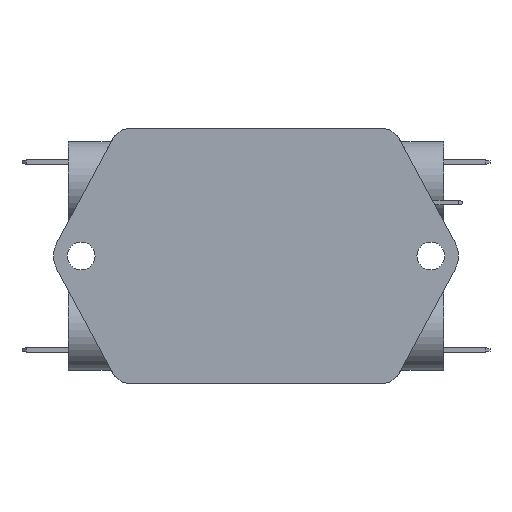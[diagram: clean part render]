
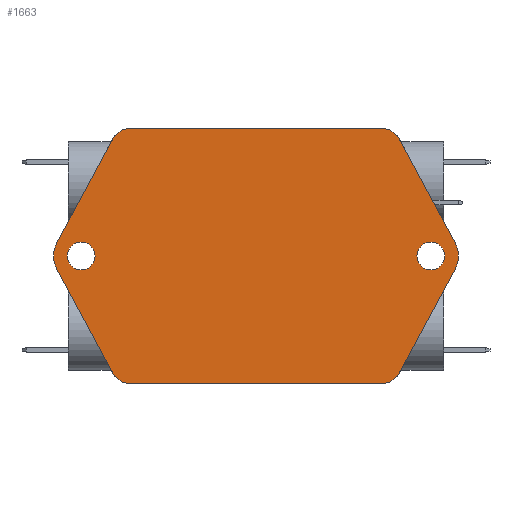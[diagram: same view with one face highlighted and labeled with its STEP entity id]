
A CAD part, front view. The second image highlights one B-rep face of the part: STEP entity #1663.
In plain terms, the highlighted planar face has unit normal (0, -1, 0).
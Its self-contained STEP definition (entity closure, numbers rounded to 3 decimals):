
#91 = VERTEX_POINT ( 'NONE', #1483 ) ;
#92 = VERTEX_POINT ( 'NONE', #1478 ) ;
#95 = VERTEX_POINT ( 'NONE', #1501 ) ;
#96 = VERTEX_POINT ( 'NONE', #1424 ) ;
#106 = VERTEX_POINT ( 'NONE', #1462 ) ;
#108 = VERTEX_POINT ( 'NONE', #1479 ) ;
#110 = VERTEX_POINT ( 'NONE', #1496 ) ;
#112 = VERTEX_POINT ( 'NONE', #1498 ) ;
#114 = VERTEX_POINT ( 'NONE', #1440 ) ;
#115 = VERTEX_POINT ( 'NONE', #1500 ) ;
#121 = VERTEX_POINT ( 'NONE', #1456 ) ;
#122 = VERTEX_POINT ( 'NONE', #1510 ) ;
#123 = VERTEX_POINT ( 'NONE', #1449 ) ;
#124 = VERTEX_POINT ( 'NONE', #1512 ) ;
#125 = VERTEX_POINT ( 'NONE', #1511 ) ;
#126 = VERTEX_POINT ( 'NONE', #1513 ) ;
#321 = EDGE_LOOP ( 'NONE', ( #6039, #6052, #6060, #6047, #5987, #5990, #5980, #5986, #5991, #5984, #5981, #5982 ) ) ;
#322 = EDGE_LOOP ( 'NONE', ( #5965, #5977 ) ) ;
#323 = EDGE_LOOP ( 'NONE', ( #6058, #5978 ) ) ;
#534 = CIRCLE ( 'NONE', #535, 2.4 ) ;
#535 = AXIS2_PLACEMENT_3D ( 'NONE', #3170, #3172, #3173 ) ;
#540 = CIRCLE ( 'NONE', #541, 2.4 ) ;
#541 = AXIS2_PLACEMENT_3D ( 'NONE', #3188, #3190, #3192 ) ;
#596 = CIRCLE ( 'NONE', #598, 3.5 ) ;
#598 = AXIS2_PLACEMENT_3D ( 'NONE', #3389, #3390, #3391 ) ;
#601 = CIRCLE ( 'NONE', #627, 3.5 ) ;
#605 = CIRCLE ( 'NONE', #624, 4.8 ) ;
#606 = CIRCLE ( 'NONE', #608, 3.5 ) ;
#608 = AXIS2_PLACEMENT_3D ( 'NONE', #3402, #3403, #3404 ) ;
#611 = VECTOR ( 'NONE', #3410, 1000. ) ;
#612 = VECTOR ( 'NONE', #3412, 1000. ) ;
#615 = CIRCLE ( 'NONE', #622, 3.5 ) ;
#620 = CIRCLE ( 'NONE', #630, 4.8 ) ;
#621 = VECTOR ( 'NONE', #3426, 1000. ) ;
#622 = AXIS2_PLACEMENT_3D ( 'NONE', #3427, #3428, #3429 ) ;
#623 = CIRCLE ( 'NONE', #632, 2.4 ) ;
#624 = AXIS2_PLACEMENT_3D ( 'NONE', #3430, #3431, #3432 ) ;
#625 = CIRCLE ( 'NONE', #633, 2.4 ) ;
#626 = VECTOR ( 'NONE', #3434, 1000. ) ;
#627 = AXIS2_PLACEMENT_3D ( 'NONE', #3435, #3436, #3437 ) ;
#629 = VECTOR ( 'NONE', #3439, 1000. ) ;
#630 = AXIS2_PLACEMENT_3D ( 'NONE', #3440, #3441, #3442 ) ;
#631 = VECTOR ( 'NONE', #3444, 1000. ) ;
#632 = AXIS2_PLACEMENT_3D ( 'NONE', #3445, #3446, #3447 ) ;
#633 = AXIS2_PLACEMENT_3D ( 'NONE', #3448, #3449, #3450 ) ;
#681 = AXIS2_PLACEMENT_3D ( 'NONE', #3568, #3569, #3570 ) ;
#1424 = CARTESIAN_POINT ( 'NONE',  ( 30.15, 0., -2.4 ) ) ;
#1440 = CARTESIAN_POINT ( 'NONE',  ( -21.65, 0., 22. ) ) ;
#1449 = CARTESIAN_POINT ( 'NONE',  ( -34.33, 0., -2.269 ) ) ;
#1456 = CARTESIAN_POINT ( 'NONE',  ( -24.734, 0., 20.155 ) ) ;
#1462 = CARTESIAN_POINT ( 'NONE',  ( -24.734, 0., -20.155 ) ) ;
#1478 = CARTESIAN_POINT ( 'NONE',  ( -30.15, 0., -2.4 ) ) ;
#1479 = CARTESIAN_POINT ( 'NONE',  ( -21.65, 0., -22. ) ) ;
#1483 = CARTESIAN_POINT ( 'NONE',  ( -30.15, 0., 2.4 ) ) ;
#1496 = CARTESIAN_POINT ( 'NONE',  ( 24.734, 0., 20.155 ) ) ;
#1498 = CARTESIAN_POINT ( 'NONE',  ( 21.65, 0., 22. ) ) ;
#1500 = CARTESIAN_POINT ( 'NONE',  ( 21.65, 0., -22. ) ) ;
#1501 = CARTESIAN_POINT ( 'NONE',  ( 30.15, 0., 2.4 ) ) ;
#1510 = CARTESIAN_POINT ( 'NONE',  ( -34.33, 0., 2.269 ) ) ;
#1511 = CARTESIAN_POINT ( 'NONE',  ( 34.33, 0., -2.269 ) ) ;
#1512 = CARTESIAN_POINT ( 'NONE',  ( 24.734, 0., -20.155 ) ) ;
#1513 = CARTESIAN_POINT ( 'NONE',  ( 34.33, 0., 2.269 ) ) ;
#1551 = EDGE_CURVE ( 'NONE', #91, #92, #534, .T. ) ;
#1555 = EDGE_CURVE ( 'NONE', #95, #96, #540, .T. ) ;
#1601 = EDGE_CURVE ( 'NONE', #106, #108, #596, .T. ) ;
#1606 = EDGE_CURVE ( 'NONE', #110, #112, #606, .T. ) ;
#1609 = EDGE_CURVE ( 'NONE', #114, #112, #2486, .T. ) ;
#1610 = EDGE_CURVE ( 'NONE', #115, #108, #2487, .T. ) ;
#1617 = EDGE_CURVE ( 'NONE', #121, #122, #2494, .T. ) ;
#1618 = EDGE_CURVE ( 'NONE', #114, #121, #615, .T. ) ;
#1619 = EDGE_CURVE ( 'NONE', #122, #123, #605, .T. ) ;
#1620 = EDGE_CURVE ( 'NONE', #123, #106, #2495, .T. ) ;
#1621 = EDGE_CURVE ( 'NONE', #115, #124, #601, .T. ) ;
#1622 = EDGE_CURVE ( 'NONE', #124, #125, #2496, .T. ) ;
#1623 = EDGE_CURVE ( 'NONE', #125, #126, #620, .T. ) ;
#1624 = EDGE_CURVE ( 'NONE', #126, #110, #2497, .T. ) ;
#1625 = EDGE_CURVE ( 'NONE', #96, #95, #623, .T. ) ;
#1626 = EDGE_CURVE ( 'NONE', #92, #91, #625, .T. ) ;
#1663 = ADVANCED_FACE ( 'NONE', ( #2513, #2514, #2515 ), #3567, .F. ) ;
#2486 = LINE ( 'NONE', #3409, #611 ) ;
#2487 = LINE ( 'NONE', #3411, #612 ) ;
#2494 = LINE ( 'NONE', #3425, #621 ) ;
#2495 = LINE ( 'NONE', #3433, #626 ) ;
#2496 = LINE ( 'NONE', #3438, #629 ) ;
#2497 = LINE ( 'NONE', #3443, #631 ) ;
#2513 = FACE_OUTER_BOUND ( 'NONE', #321, .T. ) ;
#2514 = FACE_BOUND ( 'NONE', #322, .T. ) ;
#2515 = FACE_BOUND ( 'NONE', #323, .T. ) ;
#3170 = CARTESIAN_POINT ( 'NONE',  ( -30.15, 0., 0. ) ) ;
#3172 = DIRECTION ( 'NONE',  ( 0., -1., 0. ) ) ;
#3173 = DIRECTION ( 'NONE',  ( 0., 0., 1. ) ) ;
#3188 = CARTESIAN_POINT ( 'NONE',  ( 30.15, 0., 0. ) ) ;
#3190 = DIRECTION ( 'NONE',  ( 0., -1., 0. ) ) ;
#3192 = DIRECTION ( 'NONE',  ( 0., 0., -1. ) ) ;
#3389 = CARTESIAN_POINT ( 'NONE',  ( -21.65, 0., -18.5 ) ) ;
#3390 = DIRECTION ( 'NONE',  ( 0., -1., 0. ) ) ;
#3391 = DIRECTION ( 'NONE',  ( 0., 0., 1. ) ) ;
#3402 = CARTESIAN_POINT ( 'NONE',  ( 21.65, 0., 18.5 ) ) ;
#3403 = DIRECTION ( 'NONE',  ( 0., -1., 0. ) ) ;
#3404 = DIRECTION ( 'NONE',  ( 0., 0., 1. ) ) ;
#3409 = CARTESIAN_POINT ( 'NONE',  ( -25.15, 0., 22. ) ) ;
#3410 = DIRECTION ( 'NONE',  ( 1., 0., 0. ) ) ;
#3411 = CARTESIAN_POINT ( 'NONE',  ( -25.15, 0., -22. ) ) ;
#3412 = DIRECTION ( 'NONE',  ( -1., 0., 0. ) ) ;
#3425 = CARTESIAN_POINT ( 'NONE',  ( -34.33, 0., 2.269 ) ) ;
#3426 = DIRECTION ( 'NONE',  ( -0.473, 0., -0.881 ) ) ;
#3427 = CARTESIAN_POINT ( 'NONE',  ( -21.65, 0., 18.5 ) ) ;
#3428 = DIRECTION ( 'NONE',  ( 0., -1., 0. ) ) ;
#3429 = DIRECTION ( 'NONE',  ( 0., 0., 1. ) ) ;
#3430 = CARTESIAN_POINT ( 'NONE',  ( -30.1, 0., 0. ) ) ;
#3431 = DIRECTION ( 'NONE',  ( 0., -1., 0. ) ) ;
#3432 = DIRECTION ( 'NONE',  ( 0., 0., 1. ) ) ;
#3433 = CARTESIAN_POINT ( 'NONE',  ( -34.33, 0., -2.269 ) ) ;
#3434 = DIRECTION ( 'NONE',  ( 0.473, 0., -0.881 ) ) ;
#3435 = CARTESIAN_POINT ( 'NONE',  ( 21.65, 0., -18.5 ) ) ;
#3436 = DIRECTION ( 'NONE',  ( 0., -1., 0. ) ) ;
#3437 = DIRECTION ( 'NONE',  ( 0., 0., 1. ) ) ;
#3438 = CARTESIAN_POINT ( 'NONE',  ( 34.33, 0., -2.269 ) ) ;
#3439 = DIRECTION ( 'NONE',  ( 0.473, 0., 0.881 ) ) ;
#3440 = CARTESIAN_POINT ( 'NONE',  ( 30.1, 0., 0. ) ) ;
#3441 = DIRECTION ( 'NONE',  ( 0., -1., 0. ) ) ;
#3442 = DIRECTION ( 'NONE',  ( 0., 0., -1. ) ) ;
#3443 = CARTESIAN_POINT ( 'NONE',  ( 34.33, 0., 2.269 ) ) ;
#3444 = DIRECTION ( 'NONE',  ( -0.473, 0., 0.881 ) ) ;
#3445 = CARTESIAN_POINT ( 'NONE',  ( 30.15, 0., 0. ) ) ;
#3446 = DIRECTION ( 'NONE',  ( 0., -1., 0. ) ) ;
#3447 = DIRECTION ( 'NONE',  ( 0., 0., -1. ) ) ;
#3448 = CARTESIAN_POINT ( 'NONE',  ( -30.15, 0., 0. ) ) ;
#3449 = DIRECTION ( 'NONE',  ( 0., -1., 0. ) ) ;
#3450 = DIRECTION ( 'NONE',  ( 0., 0., 1. ) ) ;
#3567 = PLANE ( 'NONE',  #681 ) ;
#3568 = CARTESIAN_POINT ( 'NONE',  ( -25.15, 0., 22. ) ) ;
#3569 = DIRECTION ( 'NONE',  ( 0., 1., 0. ) ) ;
#3570 = DIRECTION ( 'NONE',  ( 0., 0., 1. ) ) ;
#5965 = ORIENTED_EDGE ( 'NONE', *, *, #1625, .F. ) ;
#5977 = ORIENTED_EDGE ( 'NONE', *, *, #1555, .F. ) ;
#5978 = ORIENTED_EDGE ( 'NONE', *, *, #1551, .F. ) ;
#5980 = ORIENTED_EDGE ( 'NONE', *, *, #1621, .T. ) ;
#5981 = ORIENTED_EDGE ( 'NONE', *, *, #1606, .T. ) ;
#5982 = ORIENTED_EDGE ( 'NONE', *, *, #1609, .F. ) ;
#5984 = ORIENTED_EDGE ( 'NONE', *, *, #1624, .T. ) ;
#5986 = ORIENTED_EDGE ( 'NONE', *, *, #1622, .T. ) ;
#5987 = ORIENTED_EDGE ( 'NONE', *, *, #1601, .T. ) ;
#5990 = ORIENTED_EDGE ( 'NONE', *, *, #1610, .F. ) ;
#5991 = ORIENTED_EDGE ( 'NONE', *, *, #1623, .T. ) ;
#6039 = ORIENTED_EDGE ( 'NONE', *, *, #1618, .T. ) ;
#6047 = ORIENTED_EDGE ( 'NONE', *, *, #1620, .T. ) ;
#6052 = ORIENTED_EDGE ( 'NONE', *, *, #1617, .T. ) ;
#6058 = ORIENTED_EDGE ( 'NONE', *, *, #1626, .F. ) ;
#6060 = ORIENTED_EDGE ( 'NONE', *, *, #1619, .T. ) ;
